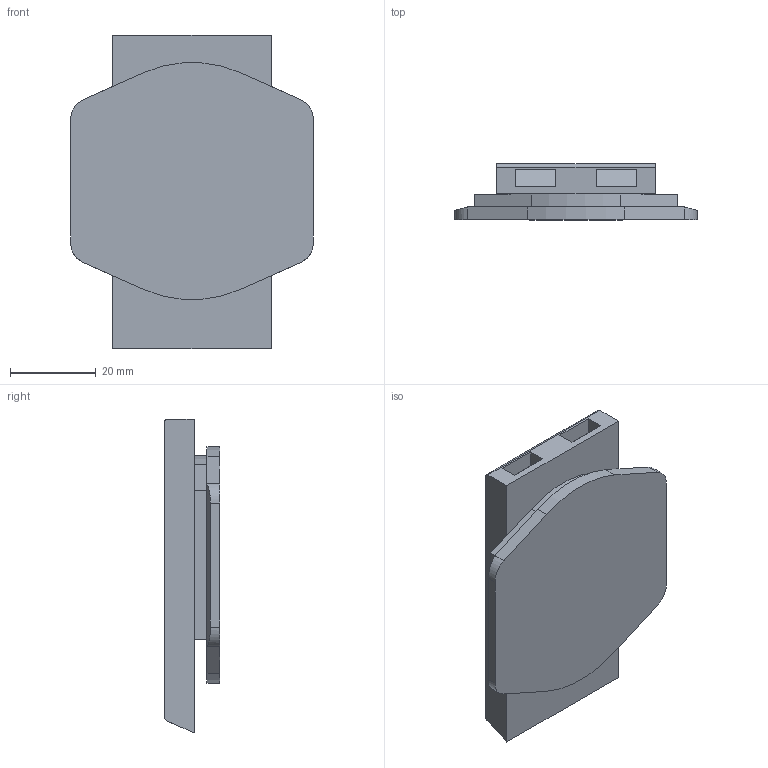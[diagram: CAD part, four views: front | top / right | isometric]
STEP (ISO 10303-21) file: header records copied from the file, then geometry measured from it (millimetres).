
FILE_DESCRIPTION(('FreeCAD Model'),'2;1');
FILE_NAME('Open CASCADE Shape Model','2025-10-13T17:00:53',(''),(''), 'Open CASCADE STEP processor 7.8','FreeCAD','Unknown');
FILE_SCHEMA(('AUTOMOTIVE_DESIGN { 1 0 10303 214 1 1 1 1 }'));
Length unit declared in the file: millimetre
Products named in the file (3): BMW_TomTom_Passive_Adaptor; AdaptorBase; TomTomMount
Assembly tree (2 placements, depth 2):
  BMW_TomTom_Passive_Adaptor
    AdaptorBase
    TomTomMount
Bounding box: 56.7 x 13 x 73.42 mm (x, y, z)
Volume: 30507.7 mm3; surface area: 13786.7 mm2
Topology: 2 solids, 2 shells, 61 faces, 156 edges, 104 vertices
Faces by surface type: plane 43, cylinder 18
Entity records: 1956 total; most frequent: CARTESIAN_POINT 374, DIRECTION 316, ORIENTED_EDGE 312, EDGE_CURVE 156, LINE 120, VECTOR 120, VERTEX_POINT 104, AXIS2_PLACEMENT_3D 98
